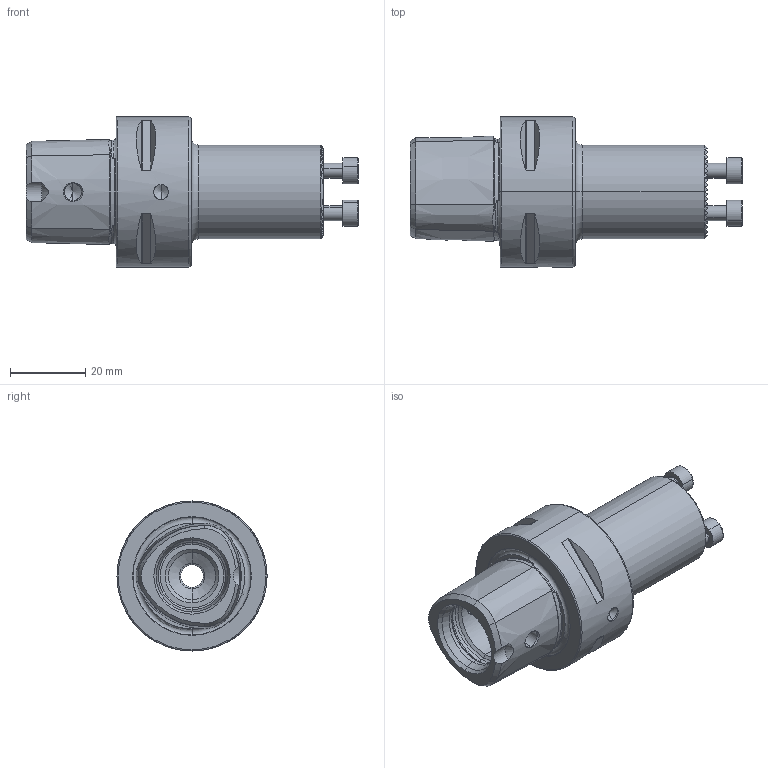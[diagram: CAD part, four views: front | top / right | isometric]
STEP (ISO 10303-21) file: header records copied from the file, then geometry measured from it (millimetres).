
FILE_DESCRIPTION (( 'STEP AP214' ), '1' );
FILE_NAME ('PS4.WK3.025.090.STEP', '2020-09-16T12:57:05', ( '' ), ( '' ), 'SwSTEP 2.0', 'SolidWorks 2017', '' );
FILE_SCHEMA (( 'AUTOMOTIVE_DESIGN' ));
Length unit declared in the file: millimetre
Products named in the file (4): DIN 3771 - 6x1; PS4-WK3.025.090_B; ISO 4762 - M4 x 12; PS4.WK3.025.090
Assembly tree (5 placements, depth 2):
  PS4.WK3.025.090
    PS4-WK3.025.090_B
    ISO 4762 - M4 x 12  x3
    DIN 3771 - 6x1
Bounding box: 88.5 x 40 x 40 mm (x, y, z)
Volume: 47949.2 mm3; surface area: 14055.4 mm2
Topology: 5 solids, 5 shells, 430 faces, 1116 edges, 691 vertices
Faces by surface type: plane 197, cylinder 97, cone 82, torus 54
Entity records: 13232 total; most frequent: CARTESIAN_POINT 4119, ORIENTED_EDGE 1972, DIRECTION 1712, EDGE_CURVE 986, AXIS2_PLACEMENT_3D 692, VERTEX_POINT 625, EDGE_LOOP 391, ADVANCED_FACE 376
